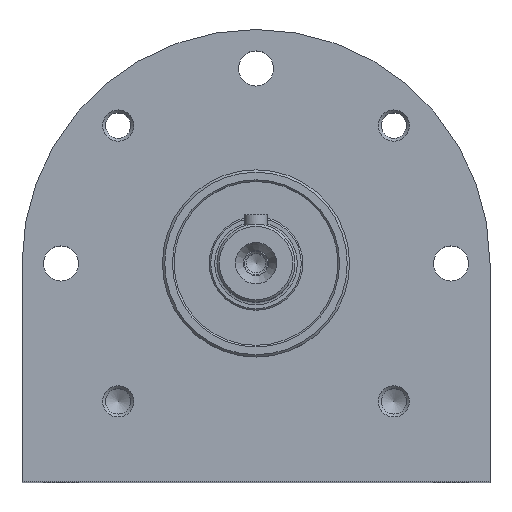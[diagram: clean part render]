
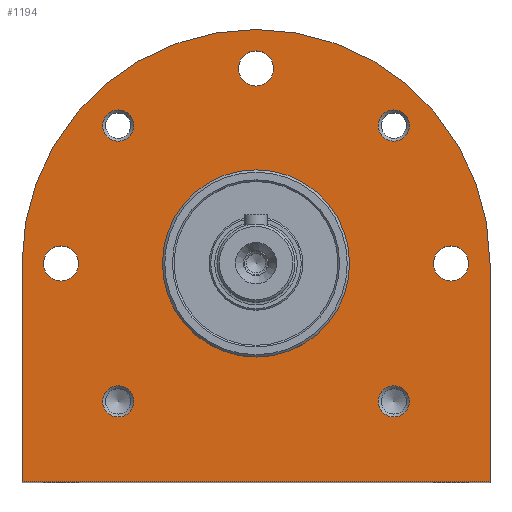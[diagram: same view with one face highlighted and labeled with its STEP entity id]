
A CAD part, top view. The second image highlights one B-rep face of the part: STEP entity #1194.
In plain terms, the highlighted planar face has unit normal (0, 0, 1).
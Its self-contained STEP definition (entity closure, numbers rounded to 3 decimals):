
#115=CIRCLE('',#1325,30.);
#118=CIRCLE('',#1332,12.);
#119=CIRCLE('',#1333,2.25);
#120=CIRCLE('',#1334,2.25);
#121=CIRCLE('',#1335,2.25);
#122=CIRCLE('',#1336,2.);
#123=CIRCLE('',#1337,2.);
#124=CIRCLE('',#1338,2.);
#125=CIRCLE('',#1339,2.);
#264=ORIENTED_EDGE('',*,*,#502,.T.);
#265=ORIENTED_EDGE('',*,*,#503,.F.);
#266=ORIENTED_EDGE('',*,*,#504,.F.);
#267=ORIENTED_EDGE('',*,*,#505,.F.);
#268=ORIENTED_EDGE('',*,*,#506,.T.);
#269=ORIENTED_EDGE('',*,*,#507,.T.);
#270=ORIENTED_EDGE('',*,*,#508,.T.);
#271=ORIENTED_EDGE('',*,*,#509,.T.);
#272=ORIENTED_EDGE('',*,*,#493,.T.);
#273=ORIENTED_EDGE('',*,*,#496,.T.);
#274=ORIENTED_EDGE('',*,*,#501,.T.);
#275=ORIENTED_EDGE('',*,*,#497,.T.);
#493=EDGE_CURVE('',#620,#619,#115,.T.);
#496=EDGE_CURVE('',#619,#621,#732,.T.);
#497=EDGE_CURVE('',#622,#620,#733,.T.);
#501=EDGE_CURVE('',#621,#622,#735,.T.);
#502=EDGE_CURVE('',#625,#625,#118,.T.);
#503=EDGE_CURVE('',#626,#626,#119,.T.);
#504=EDGE_CURVE('',#627,#627,#120,.T.);
#505=EDGE_CURVE('',#628,#628,#121,.T.);
#506=EDGE_CURVE('',#629,#629,#122,.T.);
#507=EDGE_CURVE('',#630,#630,#123,.T.);
#508=EDGE_CURVE('',#631,#631,#124,.T.);
#509=EDGE_CURVE('',#632,#632,#125,.T.);
#619=VERTEX_POINT('',#1962);
#620=VERTEX_POINT('',#1964);
#621=VERTEX_POINT('',#1968);
#622=VERTEX_POINT('',#1972);
#625=VERTEX_POINT('',#1982);
#626=VERTEX_POINT('',#1984);
#627=VERTEX_POINT('',#1986);
#628=VERTEX_POINT('',#1988);
#629=VERTEX_POINT('',#1990);
#630=VERTEX_POINT('',#1992);
#631=VERTEX_POINT('',#1994);
#632=VERTEX_POINT('',#1996);
#732=LINE('',#1969,#777);
#733=LINE('',#1971,#778);
#735=LINE('',#1979,#780);
#777=VECTOR('',#1561,1000.);
#778=VECTOR('',#1564,1000.);
#780=VECTOR('',#1572,1000.);
#823=EDGE_LOOP('',(#264));
#824=EDGE_LOOP('',(#265));
#825=EDGE_LOOP('',(#266));
#826=EDGE_LOOP('',(#267));
#827=EDGE_LOOP('',(#268));
#828=EDGE_LOOP('',(#269));
#829=EDGE_LOOP('',(#270));
#830=EDGE_LOOP('',(#271));
#831=EDGE_LOOP('',(#272,#273,#274,#275));
#996=FACE_BOUND('',#823,.T.);
#997=FACE_BOUND('',#824,.T.);
#998=FACE_BOUND('',#825,.T.);
#999=FACE_BOUND('',#826,.T.);
#1000=FACE_BOUND('',#827,.T.);
#1001=FACE_BOUND('',#828,.T.);
#1002=FACE_BOUND('',#829,.T.);
#1003=FACE_BOUND('',#830,.T.);
#1004=FACE_BOUND('',#831,.T.);
#1158=PLANE('',#1331);
#1194=ADVANCED_FACE('',(#996,#997,#998,#999,#1000,#1001,#1002,#1003,#1004),
#1158,.T.);
#1325=AXIS2_PLACEMENT_3D('',#1963,#1555,#1556);
#1331=AXIS2_PLACEMENT_3D('',#1980,#1573,#1574);
#1332=AXIS2_PLACEMENT_3D('',#1981,#1575,#1576);
#1333=AXIS2_PLACEMENT_3D('',#1983,#1577,#1578);
#1334=AXIS2_PLACEMENT_3D('',#1985,#1579,#1580);
#1335=AXIS2_PLACEMENT_3D('',#1987,#1581,#1582);
#1336=AXIS2_PLACEMENT_3D('',#1989,#1583,#1584);
#1337=AXIS2_PLACEMENT_3D('',#1991,#1585,#1586);
#1338=AXIS2_PLACEMENT_3D('',#1993,#1587,#1588);
#1339=AXIS2_PLACEMENT_3D('',#1995,#1589,#1590);
#1555=DIRECTION('',(0.,0.,1.));
#1556=DIRECTION('',(1.,0.,0.));
#1561=DIRECTION('',(0.,-1.,0.));
#1564=DIRECTION('',(0.,1.,0.));
#1572=DIRECTION('',(1.,0.,0.));
#1573=DIRECTION('',(0.,0.,1.));
#1574=DIRECTION('',(1.,0.,0.));
#1575=DIRECTION('',(0.,0.,-1.));
#1576=DIRECTION('',(-1.,0.,0.));
#1577=DIRECTION('',(0.,0.,1.));
#1578=DIRECTION('',(1.,0.,0.));
#1579=DIRECTION('',(0.,0.,1.));
#1580=DIRECTION('',(1.,0.,0.));
#1581=DIRECTION('',(0.,0.,1.));
#1582=DIRECTION('',(1.,0.,0.));
#1583=DIRECTION('',(0.,0.,-1.));
#1584=DIRECTION('',(-1.,0.,0.));
#1585=DIRECTION('',(0.,0.,-1.));
#1586=DIRECTION('',(-1.,0.,0.));
#1587=DIRECTION('',(0.,0.,-1.));
#1588=DIRECTION('',(-1.,0.,0.));
#1589=DIRECTION('',(0.,0.,-1.));
#1590=DIRECTION('',(-1.,0.,0.));
#1962=CARTESIAN_POINT('',(-30.,28.,47.));
#1963=CARTESIAN_POINT('',(0.,28.,47.));
#1964=CARTESIAN_POINT('',(30.,28.,47.));
#1968=CARTESIAN_POINT('',(-30.,0.,47.));
#1969=CARTESIAN_POINT('',(-30.,28.,47.));
#1971=CARTESIAN_POINT('',(30.,0.,47.));
#1972=CARTESIAN_POINT('',(30.,0.,47.));
#1979=CARTESIAN_POINT('',(-30.,0.,47.));
#1980=CARTESIAN_POINT('',(0.,28.,47.));
#1981=CARTESIAN_POINT('',(0.,28.,47.));
#1982=CARTESIAN_POINT('',(-12.,28.,47.));
#1983=CARTESIAN_POINT('',(0.,53.,47.));
#1984=CARTESIAN_POINT('',(2.25,53.,47.));
#1985=CARTESIAN_POINT('',(-25.,28.,47.));
#1986=CARTESIAN_POINT('',(-22.75,28.,47.));
#1987=CARTESIAN_POINT('',(25.,28.,47.));
#1988=CARTESIAN_POINT('',(27.25,28.,47.));
#1989=CARTESIAN_POINT('',(-17.678,10.322,47.));
#1990=CARTESIAN_POINT('',(-19.678,10.322,47.));
#1991=CARTESIAN_POINT('',(-17.678,45.678,47.));
#1992=CARTESIAN_POINT('',(-19.678,45.678,47.));
#1993=CARTESIAN_POINT('',(17.678,10.322,47.));
#1994=CARTESIAN_POINT('',(15.678,10.322,47.));
#1995=CARTESIAN_POINT('',(17.678,45.678,47.));
#1996=CARTESIAN_POINT('',(15.678,45.678,47.));
